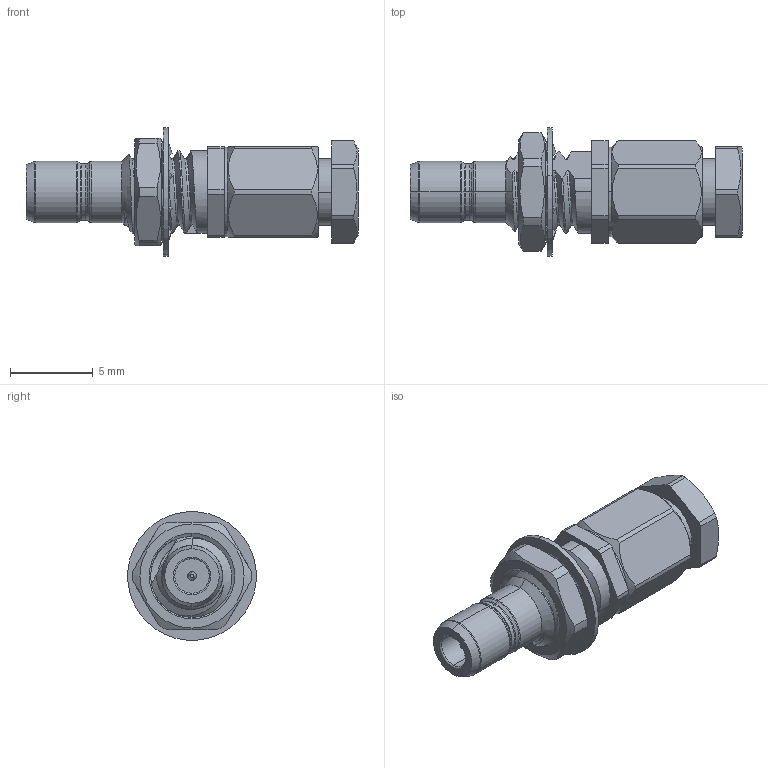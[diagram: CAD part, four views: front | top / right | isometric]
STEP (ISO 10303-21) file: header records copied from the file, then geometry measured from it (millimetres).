
FILE_DESCRIPTION (( 'STEP AP214' ), '1' );
FILE_NAME ('Âèëêà_ÑÐ-50-1-02-Â-Ï-Ïð-055.STEP', '2018-12-03T08:03:58', ( 'User' ), ( '' ), 'SwSTEP 2.0', 'SolidWorks 2016', '' );
FILE_SCHEMA (( 'AUTOMOTIVE_DESIGN' ));
Length unit declared in the file: millimetre
Products named in the file (1): Âèëêà_ÑÐ-50-1-02-Â-Ï-Ïð-055
Bounding box: 20.11 x 7.77 x 7.77 mm (x, y, z)
Volume: 383.1 mm3; surface area: 612 mm2
Topology: 3 solids, 3 shells, 214 faces, 552 edges, 351 vertices
Faces by surface type: cylinder 78, bspline 56, plane 39, cone 29, torus 12
Entity records: 15085 total; most frequent: CARTESIAN_POINT 8076, ORIENTED_EDGE 1104, DIRECTION 776, EDGE_CURVE 552, VERTEX_POINT 351, AXIS2_PLACEMENT_3D 311, EDGE_LOOP 225, UNCERTAINTY_MEASURE_WITH_UNIT 219
